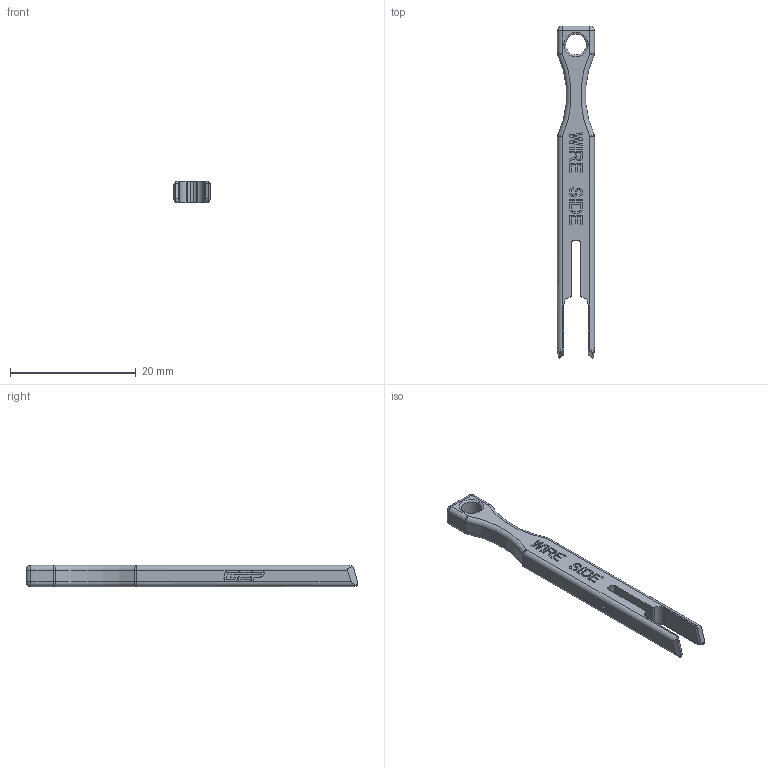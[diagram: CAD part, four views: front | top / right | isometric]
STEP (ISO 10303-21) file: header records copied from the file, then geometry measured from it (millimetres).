
FILE_DESCRIPTION((''),'2;1');
FILE_NAME('SC41-2001A-A000_NCF_ASM','2020-04-20T13:41:28',('jwisneski'),(''),'CREO PARAMETRIC BY PTC INC, 2017110','CREO PARAMETRIC BY PTC INC, 2017110','');
FILE_SCHEMA(('CONFIG_CONTROL_DESIGN'));
Length unit declared in the file: millimetre
Products named in the file (2): PC41-2001A-A000_NCF; SC41-2001A-A000_NCF_ASM
Assembly tree (1 placements, depth 2):
  SC41-2001A-A000_NCF_ASM
    PC41-2001A-A000_NCF
Bounding box: 5.9 x 52.84 x 3.39 mm (x, y, z)
Volume: 737.5 mm3; surface area: 952.9 mm2
Topology: 1 solids, 1 shells, 908 faces, 2540 edges, 1680 vertices
Faces by surface type: plane 847, cylinder 41, sphere 12, torus 8
Entity records: 28721 total; most frequent: CARTESIAN_POINT 5227, ORIENTED_EDGE 5080, DIRECTION 4432, EDGE_CURVE 2540, VECTOR 2430, LINE 2430, VERTEX_POINT 1680, AXIS2_PLACEMENT_3D 1001
